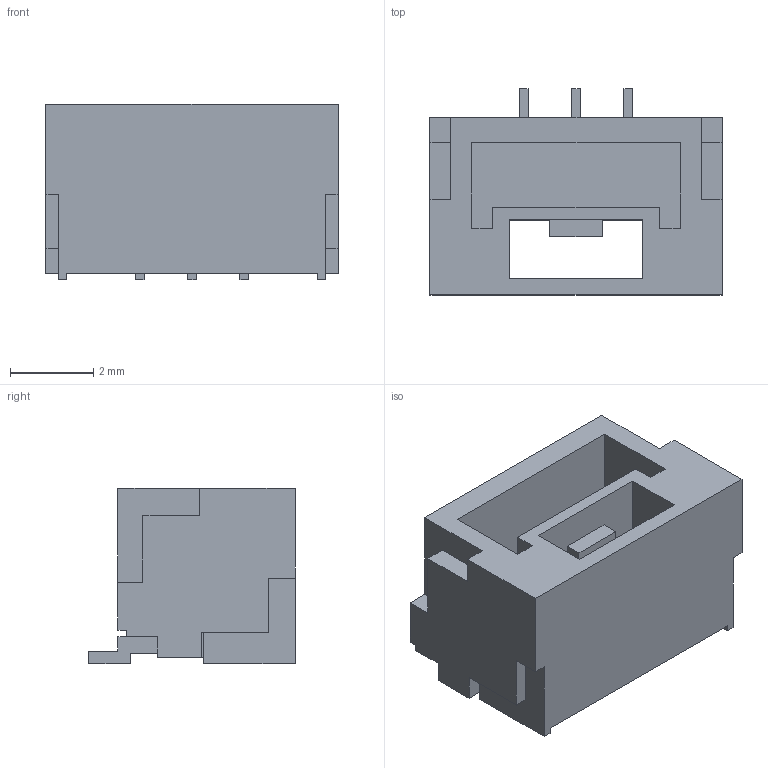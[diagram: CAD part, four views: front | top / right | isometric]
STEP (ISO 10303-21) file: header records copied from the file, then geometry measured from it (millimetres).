
FILE_DESCRIPTION (( 'STEP AP214' ), '1' );
FILE_NAME ('BM03B-GHS.STEP', '2016-11-28T08:40:48', ( 'Andrwe' ), ( '' ), 'SwSTEP 2.0', 'SolidWorks 2017', '' );
FILE_SCHEMA (( 'AUTOMOTIVE_DESIGN' ));
Length unit declared in the file: millimetre
Products named in the file (1): BM03B-GHS
Bounding box: 7 x 4.95 x 4.2 mm (x, y, z)
Volume: 74.8 mm3; surface area: 226.3 mm2
Topology: 1 solids, 1 shells, 86 faces, 238 edges, 156 vertices
Faces by surface type: plane 86
Entity records: 3277 total; most frequent: CARTESIAN_POINT 481, ORIENTED_EDGE 476, DIRECTION 412, VECTOR 238, LINE 238, EDGE_CURVE 238, VERTEX_POINT 156, EDGE_LOOP 90
